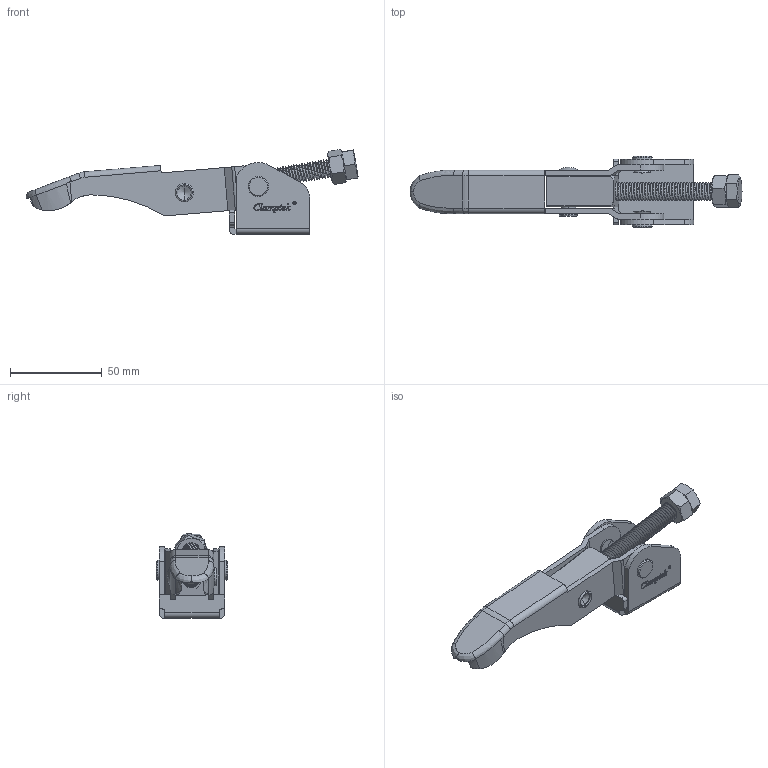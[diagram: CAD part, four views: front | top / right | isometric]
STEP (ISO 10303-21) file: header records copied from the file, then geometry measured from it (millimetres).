
FILE_DESCRIPTION (( 'STEP AP203' ), '1' );
FILE_NAME ('CH-43160.STEP', '2010-06-07T13:38:13', ( '微软用户' ), ( '微软中国' ), 'SwSTEP 2.0', 'SolidWorks 2008', '' );
FILE_SCHEMA (( 'CONFIG_CONTROL_DESIGN' ));
Length unit declared in the file: millimetre
Products named in the file (8): 43160-01_默认; M10 Nut_默认; M10X75_默认; CH-43160; 43150-03_默认; 43150-05_默认; 43150-04_默认; 43150-06_默认
Assembly tree (8 placements, depth 2):
  CH-43160
    43160-01_默认
    43150-05_默认  x2
    M10 Nut_默认
    43150-03_默认
    M10X75_默认
    43150-04_默认
    43150-06_默认
Bounding box: 181.11 x 38.8 x 46.29 mm (x, y, z)
Volume: 47510.7 mm3; surface area: 36263.7 mm2
Topology: 8 solids, 8 shells, 685 faces, 1889 edges, 1241 vertices
Faces by surface type: plane 256, bspline 240, cylinder 150, cone 27, torus 12
Entity records: 49154 total; most frequent: CARTESIAN_POINT 33259, ORIENTED_EDGE 3718, DIRECTION 2192, EDGE_CURVE 1859, VERTEX_POINT 1228, VECTOR 950, LINE 950, EDGE_LOOP 725
